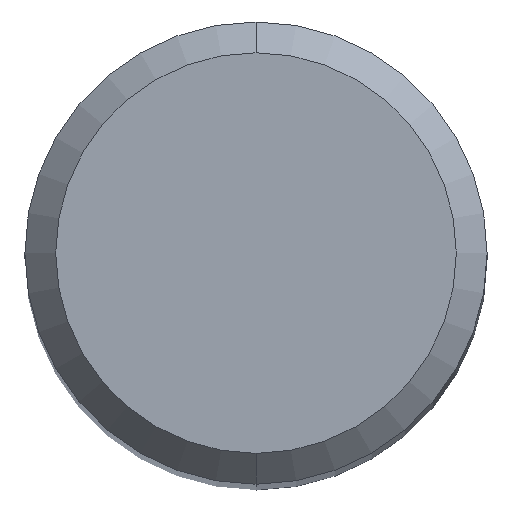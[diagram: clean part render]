
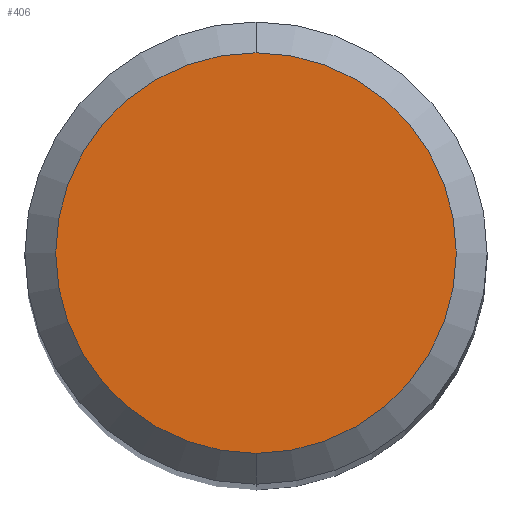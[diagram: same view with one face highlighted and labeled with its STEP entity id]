
A CAD part, top view. The second image highlights one B-rep face of the part: STEP entity #406.
In plain terms, the highlighted planar face has unit normal (0, 0, 1).
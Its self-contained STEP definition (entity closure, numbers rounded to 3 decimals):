
#198=EDGE_CURVE('',#310,#372,#492,.T.);
#268=EDGE_CURVE('',#372,#310,#572,.T.);
#310=VERTEX_POINT('',#618);
#372=VERTEX_POINT('',#687);
#406=ADVANCED_FACE('',(#723),#724,.T.);
#492=CIRCLE('',#836,2.6);
#572=CIRCLE('',#1047,2.6);
#618=CARTESIAN_POINT('',(0.,-2.6,0.0));
#687=CARTESIAN_POINT('',(0.0,2.6,0.0));
#723=FACE_OUTER_BOUND('',#1320,.T.);
#724=PLANE('',#1321);
#836=AXIS2_PLACEMENT_3D('',#1403,#1404,#1405);
#1047=AXIS2_PLACEMENT_3D('',#1492,#1493,#1494);
#1320=EDGE_LOOP('',(#1673,#1674));
#1321=AXIS2_PLACEMENT_3D('',#1675,#1676,#1677);
#1403=CARTESIAN_POINT('',(0.0,0.0,0.0));
#1404=DIRECTION('',(0.0,0.0,-1.0));
#1405=DIRECTION('',(0.0,1.0,0.0));
#1492=CARTESIAN_POINT('',(0.0,0.0,0.0));
#1493=DIRECTION('',(0.0,0.0,-1.0));
#1494=DIRECTION('',(0.0,1.0,0.0));
#1673=ORIENTED_EDGE('',*,*,#268,.F.);
#1674=ORIENTED_EDGE('',*,*,#198,.F.);
#1675=CARTESIAN_POINT('',(0.0,1.3,0.0));
#1676=DIRECTION('',(-0.0,0.0,1.0));
#1677=DIRECTION('',(0.0,-1.0,0.0));
